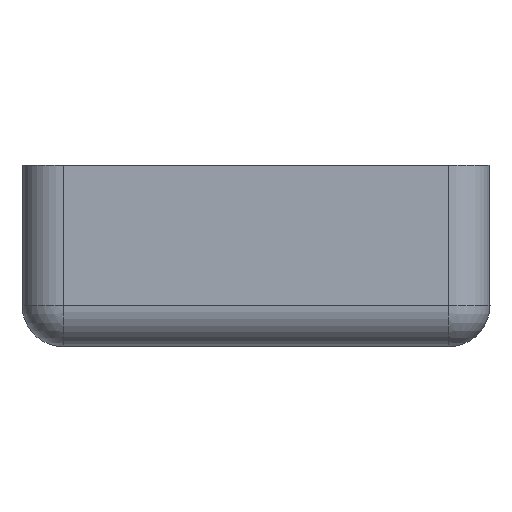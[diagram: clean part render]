
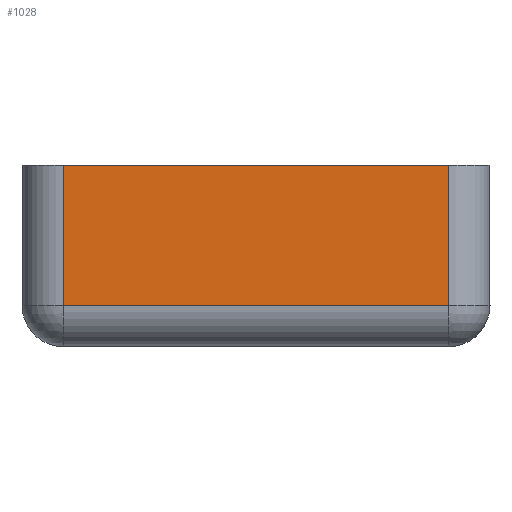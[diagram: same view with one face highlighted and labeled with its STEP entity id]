
A CAD part, left-side view. The second image highlights one B-rep face of the part: STEP entity #1028.
In plain terms, the highlighted planar face has unit normal (-1, 0, 0).
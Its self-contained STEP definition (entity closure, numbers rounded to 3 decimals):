
#971=CARTESIAN_POINT('',(-66.175,7.425,0.8));
#972=VERTEX_POINT('',#971);
#980=CARTESIAN_POINT('',(-66.175,7.425,6.2));
#981=VERTEX_POINT('',#980);
#982=CARTESIAN_POINT('',(-66.175,7.425,6.2));
#983=DIRECTION('',(-0.,-0.,-1.));
#984=VECTOR('',#983,5.4);
#985=LINE('',#982,#984);
#986=EDGE_CURVE('',#981,#972,#985,.T.);
#998=CARTESIAN_POINT('',(-66.175,0.,-0.4));
#999=DIRECTION('',(-1.,0.,0.));
#1000=DIRECTION('',(0.,-1.,0.));
#1001=AXIS2_PLACEMENT_3D('',#998,#999,#1000);
#1002=PLANE('',#1001);
#1003=ORIENTED_EDGE('',*,*,#986,.T.);
#1004=CARTESIAN_POINT('',(-66.175,-7.425,0.8));
#1005=VERTEX_POINT('',#1004);
#1006=CARTESIAN_POINT('',(-66.175,7.425,0.8));
#1007=DIRECTION('',(0.,-1.,-0.));
#1008=VECTOR('',#1007,14.85);
#1009=LINE('',#1006,#1008);
#1010=EDGE_CURVE('',#972,#1005,#1009,.T.);
#1011=ORIENTED_EDGE('',*,*,#1010,.T.);
#1012=CARTESIAN_POINT('',(-66.175,-7.425,6.2));
#1013=VERTEX_POINT('',#1012);
#1014=CARTESIAN_POINT('',(-66.175,-7.425,6.2));
#1015=DIRECTION('',(0.,0.,-1.));
#1016=VECTOR('',#1015,5.4);
#1017=LINE('',#1014,#1016);
#1018=EDGE_CURVE('',#1013,#1005,#1017,.T.);
#1019=ORIENTED_EDGE('',*,*,#1018,.F.);
#1020=CARTESIAN_POINT('',(-66.175,7.425,6.2));
#1021=DIRECTION('',(0.,-1.,0.));
#1022=VECTOR('',#1021,14.85);
#1023=LINE('',#1020,#1022);
#1024=EDGE_CURVE('',#981,#1013,#1023,.T.);
#1025=ORIENTED_EDGE('',*,*,#1024,.F.);
#1026=EDGE_LOOP('',(#1003,#1011,#1019,#1025));
#1027=FACE_BOUND('',#1026,.T.);
#1028=ADVANCED_FACE('',(#1027),#1002,.T.);
